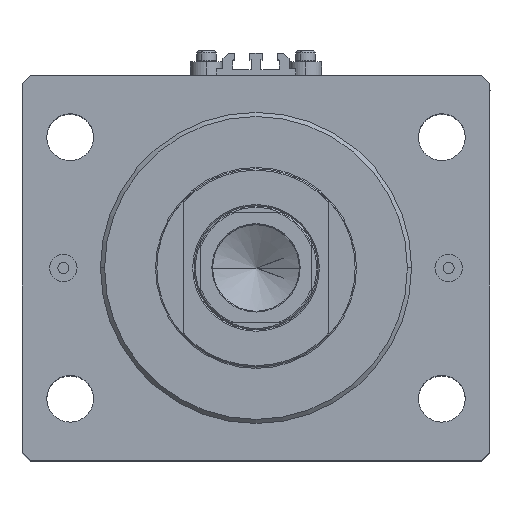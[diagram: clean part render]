
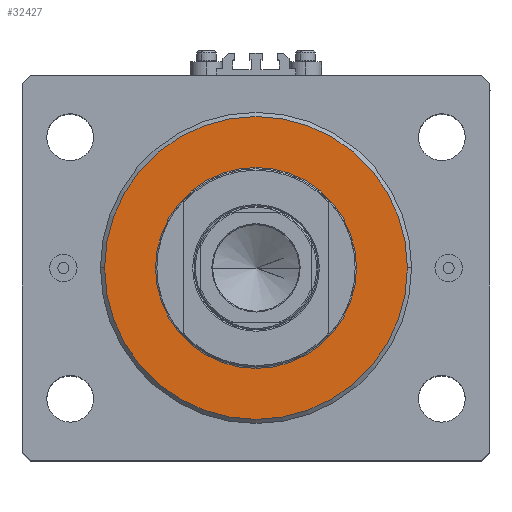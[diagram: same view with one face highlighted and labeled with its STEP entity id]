
A CAD part, top view. The second image highlights one B-rep face of the part: STEP entity #32427.
In plain terms, the highlighted face is planar.
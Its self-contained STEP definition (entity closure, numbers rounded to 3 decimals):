
#1207 = CIRCLE ( 'NONE', #24858, 36.5 ) ;
#1721 = DIRECTION ( 'NONE',  ( 1., 0., 0. ) ) ;
#3888 = EDGE_CURVE ( 'NONE', #37055, #32528, #18602, .T. ) ;
#4052 = CARTESIAN_POINT ( 'NONE',  ( 0., 0., 0. ) ) ;
#4981 = CIRCLE ( 'NONE', #17914, 55. ) ;
#5285 = ORIENTED_EDGE ( 'NONE', *, *, #5337, .T. ) ;
#5337 = EDGE_CURVE ( 'NONE', #18731, #27636, #17130, .T. ) ;
#5987 = EDGE_CURVE ( 'NONE', #27636, #18731, #4981, .T. ) ;
#8393 = CARTESIAN_POINT ( 'NONE',  ( 0., 0., 0. ) ) ;
#10977 = DIRECTION ( 'NONE',  ( 0., 0., -1. ) ) ;
#13614 = ORIENTED_EDGE ( 'NONE', *, *, #3888, .T. ) ;
#14312 = CARTESIAN_POINT ( 'NONE',  ( 0., 0., 0. ) ) ;
#15712 = FACE_OUTER_BOUND ( 'NONE', #43404, .T. ) ;
#17130 = CIRCLE ( 'NONE', #43835, 55. ) ;
#17914 = AXIS2_PLACEMENT_3D ( 'NONE', #44289, #40235, #29012 ) ;
#18602 = CIRCLE ( 'NONE', #45299, 36.5 ) ;
#18731 = VERTEX_POINT ( 'NONE', #20568 ) ;
#19057 = PLANE ( 'NONE',  #43657 ) ;
#20568 = CARTESIAN_POINT ( 'NONE',  ( 55., 0., 0. ) ) ;
#21727 = DIRECTION ( 'NONE',  ( 1., 0., 0. ) ) ;
#22740 = DIRECTION ( 'NONE',  ( 0., 0., 1. ) ) ;
#24230 = EDGE_LOOP ( 'NONE', ( #13614, #31977 ) ) ;
#24858 = AXIS2_PLACEMENT_3D ( 'NONE', #44477, #22740, #44004 ) ;
#27636 = VERTEX_POINT ( 'NONE', #34966 ) ;
#29012 = DIRECTION ( 'NONE',  ( 1., 0., 0. ) ) ;
#31691 = CARTESIAN_POINT ( 'NONE',  ( -36.5, 0., 0. ) ) ;
#31977 = ORIENTED_EDGE ( 'NONE', *, *, #46305, .T. ) ;
#32427 = ADVANCED_FACE ( 'NONE', ( #44381, #15712 ), #19057, .F. ) ;
#32528 = VERTEX_POINT ( 'NONE', #31691 ) ;
#33625 = DIRECTION ( 'NONE',  ( 1., 0., 0. ) ) ;
#34416 = DIRECTION ( 'NONE',  ( 0., 0., 1. ) ) ;
#34966 = CARTESIAN_POINT ( 'NONE',  ( -55., 0., 0. ) ) ;
#35302 = CARTESIAN_POINT ( 'NONE',  ( 36.5, 0., 0. ) ) ;
#37055 = VERTEX_POINT ( 'NONE', #35302 ) ;
#40235 = DIRECTION ( 'NONE',  ( 0., 0., -1. ) ) ;
#40325 = DIRECTION ( 'NONE',  ( 0., 0., 1. ) ) ;
#43404 = EDGE_LOOP ( 'NONE', ( #5285, #44097 ) ) ;
#43657 = AXIS2_PLACEMENT_3D ( 'NONE', #4052, #40325, #33625 ) ;
#43835 = AXIS2_PLACEMENT_3D ( 'NONE', #14312, #10977, #21727 ) ;
#44004 = DIRECTION ( 'NONE',  ( 1., 0., 0. ) ) ;
#44097 = ORIENTED_EDGE ( 'NONE', *, *, #5987, .T. ) ;
#44289 = CARTESIAN_POINT ( 'NONE',  ( 0., 0., 0. ) ) ;
#44381 = FACE_BOUND ( 'NONE', #24230, .T. ) ;
#44477 = CARTESIAN_POINT ( 'NONE',  ( 0., 0., 0. ) ) ;
#45299 = AXIS2_PLACEMENT_3D ( 'NONE', #8393, #34416, #1721 ) ;
#46305 = EDGE_CURVE ( 'NONE', #32528, #37055, #1207, .T. ) ;
